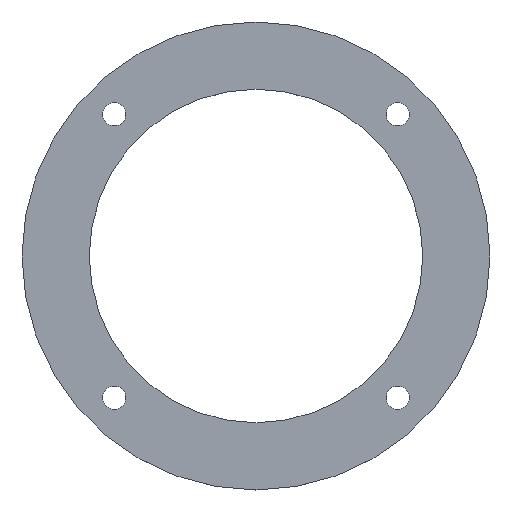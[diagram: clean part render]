
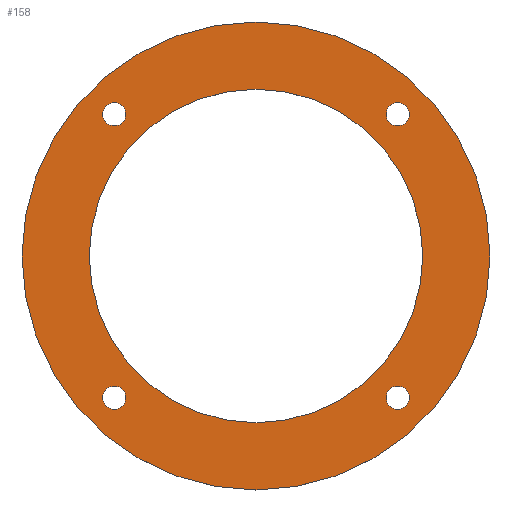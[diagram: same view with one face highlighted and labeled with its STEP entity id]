
A CAD part, top view. The second image highlights one B-rep face of the part: STEP entity #158.
In plain terms, the highlighted planar face has unit normal (0, 0, 1).
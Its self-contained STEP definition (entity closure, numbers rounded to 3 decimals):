
#1 = AXIS2_PLACEMENT_3D ( 'NONE', #121, #363, #404 ) ;
#2 = DIRECTION ( 'NONE',  ( 1., 0., 0. ) ) ;
#4 = AXIS2_PLACEMENT_3D ( 'NONE', #37, #86, #200 ) ;
#6 = VERTEX_POINT ( 'NONE', #242 ) ;
#16 = EDGE_LOOP ( 'NONE', ( #508, #408 ) ) ;
#17 = DIRECTION ( 'NONE',  ( 1., 0., 0. ) ) ;
#24 = AXIS2_PLACEMENT_3D ( 'NONE', #426, #314, #82 ) ;
#25 = EDGE_CURVE ( 'NONE', #466, #6, #137, .T. ) ;
#30 = AXIS2_PLACEMENT_3D ( 'NONE', #303, #459, #501 ) ;
#31 = CARTESIAN_POINT ( 'NONE',  ( 0., 0., 1. ) ) ;
#37 = CARTESIAN_POINT ( 'NONE',  ( -26.34, -26.34, 1. ) ) ;
#39 = CARTESIAN_POINT ( 'NONE',  ( 26.34, -26.34, 1. ) ) ;
#45 = ORIENTED_EDGE ( 'NONE', *, *, #103, .F. ) ;
#47 = EDGE_CURVE ( 'NONE', #160, #238, #493, .T. ) ;
#53 = AXIS2_PLACEMENT_3D ( 'NONE', #76, #353, #359 ) ;
#59 = CARTESIAN_POINT ( 'NONE',  ( -24.19, 26.34, 1. ) ) ;
#66 = CARTESIAN_POINT ( 'NONE',  ( -31., 0., 1. ) ) ;
#76 = CARTESIAN_POINT ( 'NONE',  ( -26.34, 26.34, 1. ) ) ;
#82 = DIRECTION ( 'NONE',  ( 1., 0., 0. ) ) ;
#86 = DIRECTION ( 'NONE',  ( 0., 0., 1. ) ) ;
#88 = AXIS2_PLACEMENT_3D ( 'NONE', #437, #351, #277 ) ;
#99 = FACE_OUTER_BOUND ( 'NONE', #249, .T. ) ;
#103 = EDGE_CURVE ( 'NONE', #238, #160, #139, .T. ) ;
#111 = CARTESIAN_POINT ( 'NONE',  ( 0., 0., 1. ) ) ;
#113 = AXIS2_PLACEMENT_3D ( 'NONE', #123, #201, #350 ) ;
#114 = ORIENTED_EDGE ( 'NONE', *, *, #379, .T. ) ;
#115 = CIRCLE ( 'NONE', #126, 43.5 ) ;
#121 = CARTESIAN_POINT ( 'NONE',  ( 26.34, -26.34, 1. ) ) ;
#123 = CARTESIAN_POINT ( 'NONE',  ( 26.34, 26.34, 1. ) ) ;
#126 = AXIS2_PLACEMENT_3D ( 'NONE', #111, #234, #278 ) ;
#133 = ORIENTED_EDGE ( 'NONE', *, *, #192, .F. ) ;
#135 = FACE_BOUND ( 'NONE', #330, .T. ) ;
#137 = CIRCLE ( 'NONE', #1, 2.15 ) ;
#139 = CIRCLE ( 'NONE', #4, 2.15 ) ;
#144 = DIRECTION ( 'NONE',  ( 1., 0., 0. ) ) ;
#145 = CIRCLE ( 'NONE', #30, 2.15 ) ;
#158 = ADVANCED_FACE ( 'NONE', ( #298, #135, #99, #221, #255, #448 ), #455, .T. ) ;
#160 = VERTEX_POINT ( 'NONE', #259 ) ;
#161 = VERTEX_POINT ( 'NONE', #59 ) ;
#167 = EDGE_LOOP ( 'NONE', ( #196, #372 ) ) ;
#172 = ORIENTED_EDGE ( 'NONE', *, *, #319, .F. ) ;
#174 = CARTESIAN_POINT ( 'NONE',  ( -43.5, 0., 1. ) ) ;
#183 = CARTESIAN_POINT ( 'NONE',  ( 31., 0., 1. ) ) ;
#185 = CIRCLE ( 'NONE', #496, 2.15 ) ;
#190 = CIRCLE ( 'NONE', #24, 2.15 ) ;
#192 = EDGE_CURVE ( 'NONE', #320, #272, #339, .T. ) ;
#196 = ORIENTED_EDGE ( 'NONE', *, *, #434, .F. ) ;
#200 = DIRECTION ( 'NONE',  ( 1., 0., 0. ) ) ;
#201 = DIRECTION ( 'NONE',  ( 0., 0., 1. ) ) ;
#203 = VERTEX_POINT ( 'NONE', #174 ) ;
#214 = VERTEX_POINT ( 'NONE', #332 ) ;
#216 = CARTESIAN_POINT ( 'NONE',  ( 0., 0., 1. ) ) ;
#221 = FACE_BOUND ( 'NONE', #280, .T. ) ;
#223 = CARTESIAN_POINT ( 'NONE',  ( 24.19, 26.34, 1. ) ) ;
#234 = DIRECTION ( 'NONE',  ( 0., 0., 1. ) ) ;
#236 = CARTESIAN_POINT ( 'NONE',  ( 43.5, 0., 1. ) ) ;
#238 = VERTEX_POINT ( 'NONE', #267 ) ;
#242 = CARTESIAN_POINT ( 'NONE',  ( 24.19, -26.34, 1. ) ) ;
#248 = DIRECTION ( 'NONE',  ( 0., 0., 1. ) ) ;
#249 = EDGE_LOOP ( 'NONE', ( #333, #114 ) ) ;
#253 = AXIS2_PLACEMENT_3D ( 'NONE', #463, #299, #144 ) ;
#255 = FACE_BOUND ( 'NONE', #16, .T. ) ;
#256 = AXIS2_PLACEMENT_3D ( 'NONE', #289, #248, #368 ) ;
#259 = CARTESIAN_POINT ( 'NONE',  ( -24.19, -26.34, 1. ) ) ;
#261 = CIRCLE ( 'NONE', #253, 31. ) ;
#266 = AXIS2_PLACEMENT_3D ( 'NONE', #216, #412, #17 ) ;
#267 = CARTESIAN_POINT ( 'NONE',  ( -28.49, -26.34, 1. ) ) ;
#268 = EDGE_CURVE ( 'NONE', #272, #320, #261, .T. ) ;
#272 = VERTEX_POINT ( 'NONE', #183 ) ;
#277 = DIRECTION ( 'NONE',  ( 1., 0., 0. ) ) ;
#278 = DIRECTION ( 'NONE',  ( 1., 0., 0. ) ) ;
#280 = EDGE_LOOP ( 'NONE', ( #133, #478 ) ) ;
#289 = CARTESIAN_POINT ( 'NONE',  ( 0., 0., 1. ) ) ;
#296 = ORIENTED_EDGE ( 'NONE', *, *, #464, .F. ) ;
#298 = FACE_BOUND ( 'NONE', #167, .T. ) ;
#299 = DIRECTION ( 'NONE',  ( 0., 0., 1. ) ) ;
#303 = CARTESIAN_POINT ( 'NONE',  ( 26.34, 26.34, 1. ) ) ;
#314 = DIRECTION ( 'NONE',  ( 0., 0., 1. ) ) ;
#315 = CIRCLE ( 'NONE', #113, 2.15 ) ;
#318 = CARTESIAN_POINT ( 'NONE',  ( 28.49, -26.34, 1. ) ) ;
#319 = EDGE_CURVE ( 'NONE', #482, #325, #145, .T. ) ;
#320 = VERTEX_POINT ( 'NONE', #66 ) ;
#322 = DIRECTION ( 'NONE',  ( 0., 0., 1. ) ) ;
#325 = VERTEX_POINT ( 'NONE', #223 ) ;
#330 = EDGE_LOOP ( 'NONE', ( #296, #172 ) ) ;
#332 = CARTESIAN_POINT ( 'NONE',  ( -28.49, 26.34, 1. ) ) ;
#333 = ORIENTED_EDGE ( 'NONE', *, *, #352, .T. ) ;
#339 = CIRCLE ( 'NONE', #256, 31. ) ;
#350 = DIRECTION ( 'NONE',  ( 1., 0., 0. ) ) ;
#351 = DIRECTION ( 'NONE',  ( 0., 0., 1. ) ) ;
#352 = EDGE_CURVE ( 'NONE', #203, #475, #385, .T. ) ;
#353 = DIRECTION ( 'NONE',  ( 0., 0., 1. ) ) ;
#356 = DIRECTION ( 'NONE',  ( 0., 0., 1. ) ) ;
#359 = DIRECTION ( 'NONE',  ( 1., 0., 0. ) ) ;
#363 = DIRECTION ( 'NONE',  ( 0., 0., 1. ) ) ;
#368 = DIRECTION ( 'NONE',  ( 1., 0., 0. ) ) ;
#372 = ORIENTED_EDGE ( 'NONE', *, *, #447, .F. ) ;
#379 = EDGE_CURVE ( 'NONE', #475, #203, #115, .T. ) ;
#385 = CIRCLE ( 'NONE', #456, 43.5 ) ;
#391 = EDGE_LOOP ( 'NONE', ( #45, #449 ) ) ;
#396 = CARTESIAN_POINT ( 'NONE',  ( 28.49, 26.34, 1. ) ) ;
#398 = DIRECTION ( 'NONE',  ( 1., 0., 0. ) ) ;
#404 = DIRECTION ( 'NONE',  ( 1., 0., 0. ) ) ;
#408 = ORIENTED_EDGE ( 'NONE', *, *, #25, .F. ) ;
#409 = CIRCLE ( 'NONE', #53, 2.15 ) ;
#412 = DIRECTION ( 'NONE',  ( 0., 0., 1. ) ) ;
#426 = CARTESIAN_POINT ( 'NONE',  ( -26.34, 26.34, 1. ) ) ;
#434 = EDGE_CURVE ( 'NONE', #214, #161, #409, .T. ) ;
#437 = CARTESIAN_POINT ( 'NONE',  ( -26.34, -26.34, 1. ) ) ;
#447 = EDGE_CURVE ( 'NONE', #161, #214, #190, .T. ) ;
#448 = FACE_BOUND ( 'NONE', #391, .T. ) ;
#449 = ORIENTED_EDGE ( 'NONE', *, *, #47, .F. ) ;
#455 = PLANE ( 'NONE',  #266 ) ;
#456 = AXIS2_PLACEMENT_3D ( 'NONE', #31, #322, #398 ) ;
#459 = DIRECTION ( 'NONE',  ( 0., 0., 1. ) ) ;
#463 = CARTESIAN_POINT ( 'NONE',  ( 0., 0., 1. ) ) ;
#464 = EDGE_CURVE ( 'NONE', #325, #482, #315, .T. ) ;
#466 = VERTEX_POINT ( 'NONE', #318 ) ;
#475 = VERTEX_POINT ( 'NONE', #236 ) ;
#478 = ORIENTED_EDGE ( 'NONE', *, *, #268, .F. ) ;
#482 = VERTEX_POINT ( 'NONE', #396 ) ;
#488 = EDGE_CURVE ( 'NONE', #6, #466, #185, .T. ) ;
#493 = CIRCLE ( 'NONE', #88, 2.15 ) ;
#496 = AXIS2_PLACEMENT_3D ( 'NONE', #39, #356, #2 ) ;
#501 = DIRECTION ( 'NONE',  ( 1., 0., 0. ) ) ;
#508 = ORIENTED_EDGE ( 'NONE', *, *, #488, .F. ) ;
